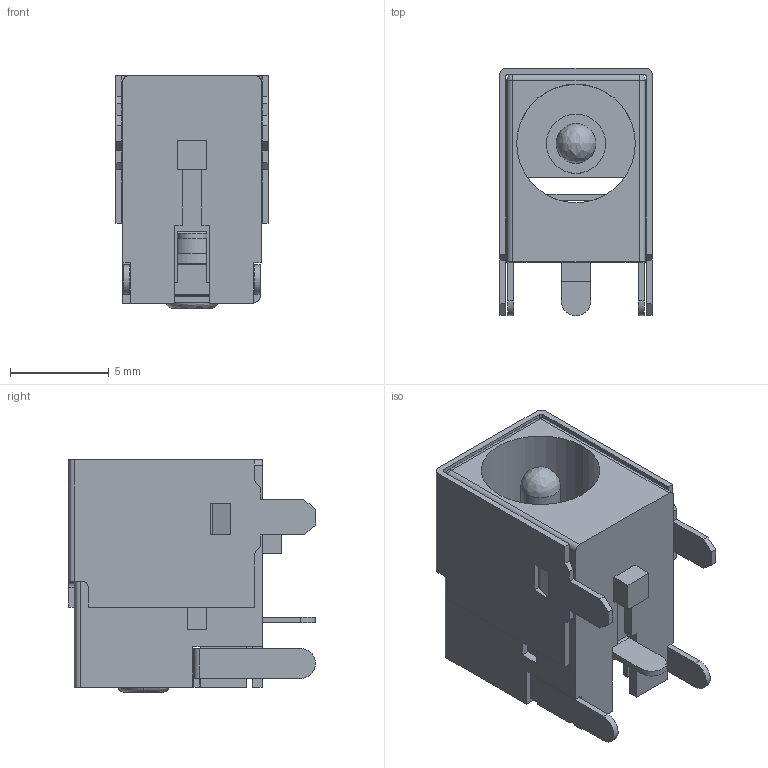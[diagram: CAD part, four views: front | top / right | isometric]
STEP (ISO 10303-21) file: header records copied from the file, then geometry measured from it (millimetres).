
FILE_DESCRIPTION (( 'STEP AP214' ), '1' );
FILE_NAME ('CUI_DEVICES_PJ-047AH.STEP', '2020-08-24T20:43:04', ( '' ), ( '' ), 'SwSTEP 2.0', 'SolidWorks 2019', '' );
FILE_SCHEMA (( 'AUTOMOTIVE_DESIGN' ));
Length unit declared in the file: inch
Products named in the file (2): CUI_DEVICES_PJ-047AH; COMPOUND_3
Assembly tree (1 placements, depth 2):
  CUI_DEVICES_PJ-047AH
    COMPOUND_3
Bounding box: 7.7 x 12.5 x 11.75 mm (x, y, z)
Volume: 530 mm3; surface area: 1395.6 mm2
Topology: 5 solids, 5 shells, 191 faces, 515 edges, 336 vertices
Faces by surface type: plane 151, cylinder 33, bspline 7
Entity records: 8585 total; most frequent: CARTESIAN_POINT 1159, ORIENTED_EDGE 1022, DIRECTION 961, EDGE_CURVE 511, VECTOR 429, LINE 429, VERTEX_POINT 336, AXIS2_PLACEMENT_3D 266
